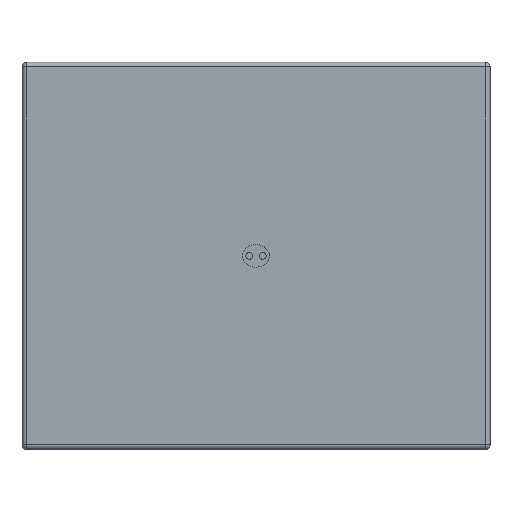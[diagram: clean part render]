
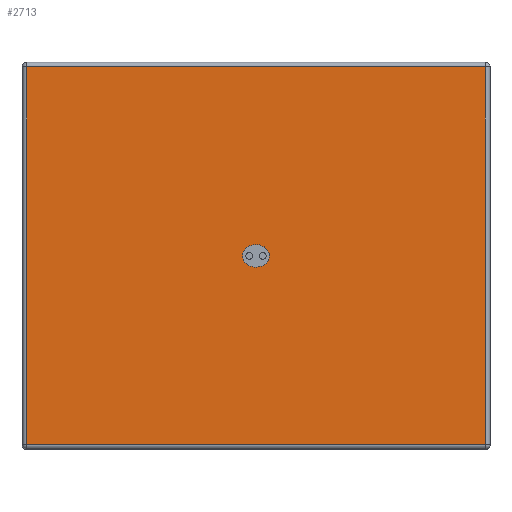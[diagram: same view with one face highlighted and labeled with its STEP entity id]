
A CAD part, top view. The second image highlights one B-rep face of the part: STEP entity #2713.
In plain terms, the highlighted planar face has unit normal (0, 0, 1).
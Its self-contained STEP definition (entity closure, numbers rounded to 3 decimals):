
#20=ELLIPSE('',#2991,3.,2.5);
#228=FACE_BOUND('',#561,.T.);
#372=FACE_OUTER_BOUND('',#560,.T.);
#560=EDGE_LOOP('',(#2364,#2365,#2366,#2367));
#561=EDGE_LOOP('',(#2368));
#809=LINE('',#4537,#1071);
#813=LINE('',#4553,#1075);
#815=LINE('',#4556,#1077);
#817=LINE('',#4559,#1079);
#1071=VECTOR('',#3672,10.);
#1075=VECTOR('',#3690,10.);
#1077=VECTOR('',#3694,10.);
#1079=VECTOR('',#3698,10.);
#1305=VERTEX_POINT('',#4499);
#1310=VERTEX_POINT('',#4512);
#1315=VERTEX_POINT('',#4525);
#1320=VERTEX_POINT('',#4541);
#1328=VERTEX_POINT('',#4574);
#1663=EDGE_CURVE('',#1305,#1315,#809,.T.);
#1671=EDGE_CURVE('',#1315,#1320,#813,.T.);
#1673=EDGE_CURVE('',#1320,#1310,#815,.T.);
#1675=EDGE_CURVE('',#1310,#1305,#817,.T.);
#1683=EDGE_CURVE('',#1328,#1328,#20,.T.);
#2364=ORIENTED_EDGE('',*,*,#1663,.F.);
#2365=ORIENTED_EDGE('',*,*,#1675,.F.);
#2366=ORIENTED_EDGE('',*,*,#1673,.F.);
#2367=ORIENTED_EDGE('',*,*,#1671,.F.);
#2368=ORIENTED_EDGE('',*,*,#1683,.T.);
#2560=PLANE('',#2990);
#2713=ADVANCED_FACE('',(#372,#228),#2560,.T.);
#2990=AXIS2_PLACEMENT_3D('',#4573,#3710,#3711);
#2991=AXIS2_PLACEMENT_3D('',#4575,#3712,#3713);
#3672=DIRECTION('',(1.,0.,0.));
#3690=DIRECTION('',(0.,-1.,0.));
#3694=DIRECTION('',(-1.,0.,0.));
#3698=DIRECTION('',(0.,1.,0.));
#3710=DIRECTION('center_axis',(0.,0.,1.));
#3711=DIRECTION('ref_axis',(1.,0.,0.));
#3712=DIRECTION('center_axis',(0.,0.,-1.));
#3713=DIRECTION('ref_axis',(-1.,0.,0.));
#4499=CARTESIAN_POINT('',(-51.,51.25,33.));
#4512=CARTESIAN_POINT('',(-51.,-32.75,33.));
#4525=CARTESIAN_POINT('',(51.,51.25,33.));
#4537=CARTESIAN_POINT('',(25.,51.25,33.));
#4541=CARTESIAN_POINT('',(51.,-32.75,33.));
#4553=CARTESIAN_POINT('',(51.,-15.375,33.));
#4556=CARTESIAN_POINT('',(-25.,-32.75,33.));
#4559=CARTESIAN_POINT('',(-51.,24.625,33.));
#4573=CARTESIAN_POINT('Origin',(0.,9.25,33.));
#4574=CARTESIAN_POINT('',(3.,9.25,33.));
#4575=CARTESIAN_POINT('Origin',(0.,9.25,33.));
